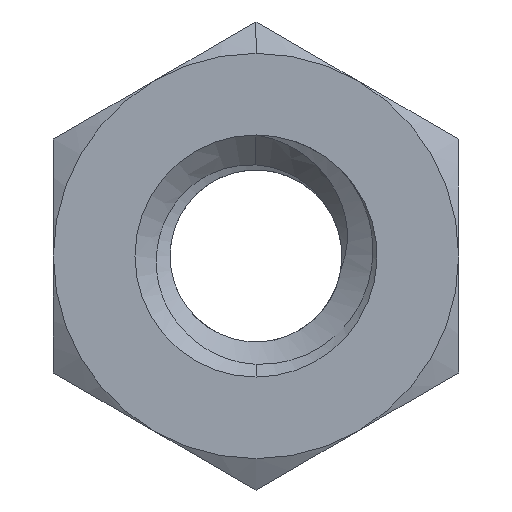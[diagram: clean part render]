
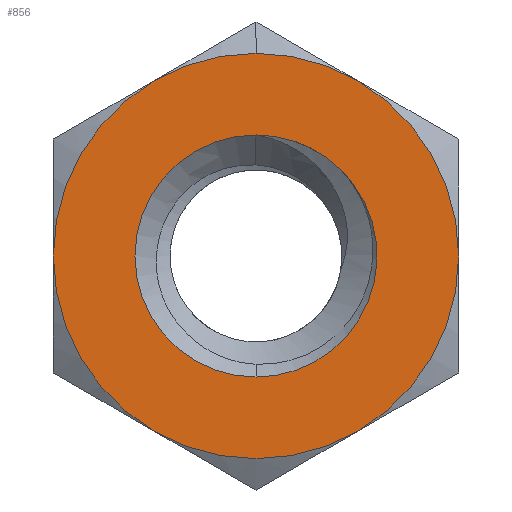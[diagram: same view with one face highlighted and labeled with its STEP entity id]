
A CAD part, front view. The second image highlights one B-rep face of the part: STEP entity #856.
In plain terms, the highlighted planar face has unit normal (0, -1, 0).
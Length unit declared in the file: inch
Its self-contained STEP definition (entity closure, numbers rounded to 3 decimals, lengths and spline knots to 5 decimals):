
#28 = PLANE ( 'NONE',  #193 ) ;
#56 = CARTESIAN_POINT ( 'NONE',  ( 0., -0.03125, 0. ) ) ;
#83 = ORIENTED_EDGE ( 'NONE', *, *, #508, .T. ) ;
#84 = CARTESIAN_POINT ( 'NONE',  ( 0.03924, -0.03125, 0.03996 ) ) ;
#85 = DIRECTION ( 'NONE',  ( 0., 1., 0. ) ) ;
#106 = EDGE_LOOP ( 'NONE', ( #1358, #83, #703, #702, #1089, #1464, #150 ) ) ;
#134 = VERTEX_POINT ( 'NONE', #206 ) ;
#137 = CARTESIAN_POINT ( 'NONE',  ( 0., -0.03125, 0. ) ) ;
#140 = CARTESIAN_POINT ( 'NONE',  ( 0., -0.03125, 0. ) ) ;
#145 = CIRCLE ( 'NONE', #1357, 0.09375 ) ;
#150 = ORIENTED_EDGE ( 'NONE', *, *, #960, .F. ) ;
#185 = VERTEX_POINT ( 'NONE', #547 ) ;
#190 = CARTESIAN_POINT ( 'NONE',  ( 0., -0.03125, 0. ) ) ;
#193 = AXIS2_PLACEMENT_3D ( 'NONE', #512, #642, #1479 ) ;
#195 = CIRCLE ( 'NONE', #635, 0.09375 ) ;
#206 = CARTESIAN_POINT ( 'NONE',  ( 0., -0.03125, -0.056 ) ) ;
#245 = DIRECTION ( 'NONE',  ( 0., -1., 0. ) ) ;
#247 = DIRECTION ( 'NONE',  ( 0., 0., 1. ) ) ;
#268 = CIRCLE ( 'NONE', #1411, 0.09375 ) ;
#276 = AXIS2_PLACEMENT_3D ( 'NONE', #1060, #691, #1542 ) ;
#277 = ORIENTED_EDGE ( 'NONE', *, *, #472, .T. ) ;
#282 = DIRECTION ( 'NONE',  ( 0., 0., 1. ) ) ;
#305 = CARTESIAN_POINT ( 'NONE',  ( 0., -0.03125, 0. ) ) ;
#376 = CIRCLE ( 'NONE', #958, 0.056 ) ;
#399 = EDGE_CURVE ( 'NONE', #1535, #543, #195, .T. ) ;
#414 = CARTESIAN_POINT ( 'NONE',  ( 0.04687, -0.03125, -0.08119 ) ) ;
#430 = DIRECTION ( 'NONE',  ( 0., -1., 0. ) ) ;
#432 = CARTESIAN_POINT ( 'NONE',  ( 0., -0.03125, 0. ) ) ;
#456 = CARTESIAN_POINT ( 'NONE',  ( 0., -0.03125, 0. ) ) ;
#472 = EDGE_CURVE ( 'NONE', #528, #571, #839, .T. ) ;
#508 = EDGE_CURVE ( 'NONE', #543, #1174, #1002, .T. ) ;
#512 = CARTESIAN_POINT ( 'NONE',  ( -0.09375, -0.03125, -0.05413 ) ) ;
#528 = VERTEX_POINT ( 'NONE', #1176 ) ;
#543 = VERTEX_POINT ( 'NONE', #908 ) ;
#547 = CARTESIAN_POINT ( 'NONE',  ( -0.04688, -0.03125, -0.08119 ) ) ;
#571 = VERTEX_POINT ( 'NONE', #84 ) ;
#585 = DIRECTION ( 'NONE',  ( 0., 1., 0. ) ) ;
#594 = VERTEX_POINT ( 'NONE', #414 ) ;
#605 = VERTEX_POINT ( 'NONE', #918 ) ;
#608 = AXIS2_PLACEMENT_3D ( 'NONE', #432, #1185, #1403 ) ;
#625 = EDGE_CURVE ( 'NONE', #185, #594, #1412, .T. ) ;
#635 = AXIS2_PLACEMENT_3D ( 'NONE', #190, #430, #686 ) ;
#642 = DIRECTION ( 'NONE',  ( 0., 1., 0. ) ) ;
#686 = DIRECTION ( 'NONE',  ( 0., 0., 1. ) ) ;
#691 = DIRECTION ( 'NONE',  ( 0., -1., 0. ) ) ;
#698 = AXIS2_PLACEMENT_3D ( 'NONE', #1092, #585, #1084 ) ;
#702 = ORIENTED_EDGE ( 'NONE', *, *, #1063, .T. ) ;
#703 = ORIENTED_EDGE ( 'NONE', *, *, #1461, .T. ) ;
#728 = CARTESIAN_POINT ( 'NONE',  ( 0.09375, -0.03125, 0. ) ) ;
#774 = DIRECTION ( 'NONE',  ( 0., -1., 0. ) ) ;
#782 = EDGE_LOOP ( 'NONE', ( #277, #1140, #1188 ) ) ;
#799 = AXIS2_PLACEMENT_3D ( 'NONE', #137, #245, #846 ) ;
#823 = EDGE_CURVE ( 'NONE', #571, #134, #376, .T. ) ;
#839 = CIRCLE ( 'NONE', #1439, 0.056 ) ;
#846 = DIRECTION ( 'NONE',  ( 0., 0., 1. ) ) ;
#855 = DIRECTION ( 'NONE',  ( 0., 0., 1. ) ) ;
#856 = ADVANCED_FACE ( 'NONE', ( #1018, #1487 ), #28, .F. ) ;
#908 = CARTESIAN_POINT ( 'NONE',  ( 0., -0.03125, 0.09375 ) ) ;
#918 = CARTESIAN_POINT ( 'NONE',  ( -0.09375, -0.03125, 0. ) ) ;
#927 = CIRCLE ( 'NONE', #698, 0.056 ) ;
#958 = AXIS2_PLACEMENT_3D ( 'NONE', #140, #986, #247 ) ;
#960 = EDGE_CURVE ( 'NONE', #1535, #1501, #145, .T. ) ;
#986 = DIRECTION ( 'NONE',  ( 0., 1., 0. ) ) ;
#1000 = DIRECTION ( 'NONE',  ( 0., -1., 0. ) ) ;
#1002 = CIRCLE ( 'NONE', #276, 0.09375 ) ;
#1018 = FACE_OUTER_BOUND ( 'NONE', #106, .T. ) ;
#1060 = CARTESIAN_POINT ( 'NONE',  ( 0., -0.03125, 0. ) ) ;
#1063 = EDGE_CURVE ( 'NONE', #605, #185, #268, .T. ) ;
#1084 = DIRECTION ( 'NONE',  ( 0., 0., 1. ) ) ;
#1089 = ORIENTED_EDGE ( 'NONE', *, *, #625, .T. ) ;
#1092 = CARTESIAN_POINT ( 'NONE',  ( 0., -0.03125, 0. ) ) ;
#1130 = AXIS2_PLACEMENT_3D ( 'NONE', #1248, #1000, #282 ) ;
#1140 = ORIENTED_EDGE ( 'NONE', *, *, #823, .T. ) ;
#1149 = DIRECTION ( 'NONE',  ( 0., 0., 1. ) ) ;
#1160 = DIRECTION ( 'NONE',  ( 0., 0., 1. ) ) ;
#1174 = VERTEX_POINT ( 'NONE', #1181 ) ;
#1176 = CARTESIAN_POINT ( 'NONE',  ( 0., -0.03125, 0.056 ) ) ;
#1181 = CARTESIAN_POINT ( 'NONE',  ( -0.04688, -0.03125, 0.08119 ) ) ;
#1185 = DIRECTION ( 'NONE',  ( 0., -1., 0. ) ) ;
#1188 = ORIENTED_EDGE ( 'NONE', *, *, #1571, .T. ) ;
#1192 = CARTESIAN_POINT ( 'NONE',  ( 0.04688, -0.03125, 0.08119 ) ) ;
#1211 = DIRECTION ( 'NONE',  ( 0., 1., 0. ) ) ;
#1236 = CIRCLE ( 'NONE', #1130, 0.09375 ) ;
#1248 = CARTESIAN_POINT ( 'NONE',  ( 0., -0.03125, 0. ) ) ;
#1250 = EDGE_CURVE ( 'NONE', #594, #1501, #1236, .T. ) ;
#1357 = AXIS2_PLACEMENT_3D ( 'NONE', #456, #1211, #855 ) ;
#1358 = ORIENTED_EDGE ( 'NONE', *, *, #399, .T. ) ;
#1403 = DIRECTION ( 'NONE',  ( 0., 0., 1. ) ) ;
#1411 = AXIS2_PLACEMENT_3D ( 'NONE', #56, #774, #1149 ) ;
#1412 = CIRCLE ( 'NONE', #799, 0.09375 ) ;
#1439 = AXIS2_PLACEMENT_3D ( 'NONE', #305, #85, #1160 ) ;
#1445 = CIRCLE ( 'NONE', #608, 0.09375 ) ;
#1461 = EDGE_CURVE ( 'NONE', #1174, #605, #1445, .T. ) ;
#1464 = ORIENTED_EDGE ( 'NONE', *, *, #1250, .T. ) ;
#1479 = DIRECTION ( 'NONE',  ( 0., 0., 1. ) ) ;
#1487 = FACE_BOUND ( 'NONE', #782, .T. ) ;
#1501 = VERTEX_POINT ( 'NONE', #728 ) ;
#1535 = VERTEX_POINT ( 'NONE', #1192 ) ;
#1542 = DIRECTION ( 'NONE',  ( 0., 0., 1. ) ) ;
#1571 = EDGE_CURVE ( 'NONE', #134, #528, #927, .T. ) ;
